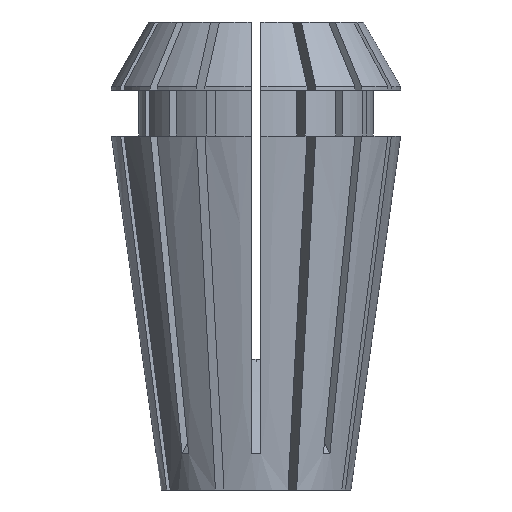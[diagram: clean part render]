
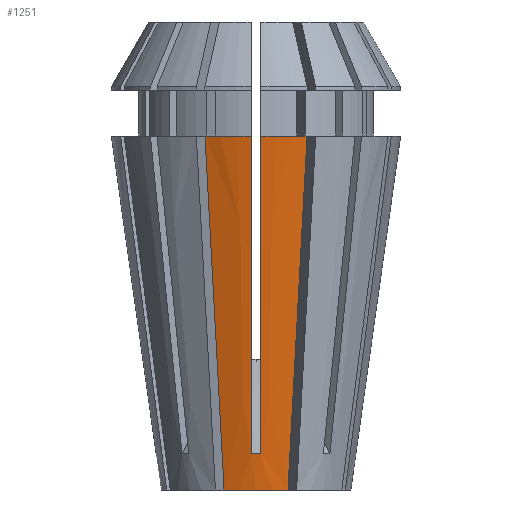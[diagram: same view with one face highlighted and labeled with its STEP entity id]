
A CAD part, left-side view. The second image highlights one B-rep face of the part: STEP entity #1251.
In plain terms, the highlighted conical face has half-angle 8 degrees and reference radius 5.577 mm.
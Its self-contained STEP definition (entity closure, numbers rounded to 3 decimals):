
#17 = EDGE_CURVE ( 'NONE', #686, #5349, #3176, .T. ) ;
#25 = DIRECTION ( 'NONE',  ( 0., 0., -1. ) ) ;
#47 = ORIENTED_EDGE ( 'NONE', *, *, #5103, .F. ) ;
#92 = EDGE_CURVE ( 'NONE', #3234, #5349, #3288, .T. ) ;
#363 = DIRECTION ( 'NONE',  ( -1., 0., 0. ) ) ;
#383 = CARTESIAN_POINT ( 'NONE',  ( -6.745, 0.275, 8.348 ) ) ;
#433 = CARTESIAN_POINT ( 'NONE',  ( -5.879, -0.092, 2.136 ) ) ;
#459 = CARTESIAN_POINT ( 'NONE',  ( -5.872, 0.275, 2.145 ) ) ;
#468 = AXIS2_PLACEMENT_3D ( 'NONE', #4230, #5047, #363 ) ;
#508 = CARTESIAN_POINT ( 'NONE',  ( -6.745, -0.275, 8.348 ) ) ;
#681 = ORIENTED_EDGE ( 'NONE', *, *, #4293, .T. ) ;
#686 = VERTEX_POINT ( 'NONE', #1237 ) ;
#703 = CARTESIAN_POINT ( 'NONE',  ( -7.954, -2.997, 20.8 ) ) ;
#815 = EDGE_CURVE ( 'NONE', #2766, #831, #4486, .T. ) ;
#822 = FACE_OUTER_BOUND ( 'NONE', #1533, .T. ) ;
#831 = VERTEX_POINT ( 'NONE', #5157 ) ;
#892 = DIRECTION ( 'NONE',  ( -1., 0., 0. ) ) ;
#923 = CARTESIAN_POINT ( 'NONE',  ( -8.496, -0.275, 20.8 ) ) ;
#1007 = ORIENTED_EDGE ( 'NONE', *, *, #815, .F. ) ;
#1237 = CARTESIAN_POINT ( 'NONE',  ( -5.872, 0.275, 2.145 ) ) ;
#1251 = ADVANCED_FACE ( 'NONE', ( #822 ), #2767, .T. ) ;
#1274 = CARTESIAN_POINT ( 'NONE',  ( -8.496, 0.275, 20.8 ) ) ;
#1348 = ORIENTED_EDGE ( 'NONE', *, *, #17, .F. ) ;
#1464 = CARTESIAN_POINT ( 'NONE',  ( -5.872, -0.275, 2.145 ) ) ;
#1493 = DIRECTION ( 'NONE',  ( 1., 0., 0. ) ) ;
#1525 = CARTESIAN_POINT ( 'NONE',  ( -6.034, 2.202, 6.022 ) ) ;
#1533 = EDGE_LOOP ( 'NONE', ( #4526, #681, #1007, #1835, #5356, #4579, #1348, #47 ) ) ;
#1618 = CARTESIAN_POINT ( 'NONE',  ( -7.314, -2.732, 15.874 ) ) ;
#1835 = ORIENTED_EDGE ( 'NONE', *, *, #2174, .F. ) ;
#1860 = CIRCLE ( 'NONE', #2447, 8.5 ) ;
#1966 = CARTESIAN_POINT ( 'NONE',  ( -7.954, 2.997, 20.8 ) ) ;
#2152 = CARTESIAN_POINT ( 'NONE',  ( -7.181, 0.275, 11.449 ) ) ;
#2160 = CARTESIAN_POINT ( 'NONE',  ( -5.872, 0.275, 2.145 ) ) ;
#2174 = EDGE_CURVE ( 'NONE', #3128, #2766, #2347, .T. ) ;
#2288 = CARTESIAN_POINT ( 'NONE',  ( 0., 0., 20.8 ) ) ;
#2297 = CARTESIAN_POINT ( 'NONE',  ( -8.496, 0.275, 20.8 ) ) ;
#2347 = B_SPLINE_CURVE_WITH_KNOTS ( 'NONE', 3,
 ( #703, #1618, #2922, #4704, #4685, #3348, #4663 ),
 .UNSPECIFIED., .F., .F.,
 ( 4, 3, 4 ),
 ( 0., 0.015, 0.021 ),
 .UNSPECIFIED. ) ;
#2447 = AXIS2_PLACEMENT_3D ( 'NONE', #2288, #3071, #5305 ) ;
#2492 = CARTESIAN_POINT ( 'NONE',  ( -5.252, -1.878, 0. ) ) ;
#2554 = CARTESIAN_POINT ( 'NONE',  ( -7.954, -2.997, 20.8 ) ) ;
#2653 = CARTESIAN_POINT ( 'NONE',  ( -6.308, -0.275, 5.246 ) ) ;
#2659 = VERTEX_POINT ( 'NONE', #1966 ) ;
#2688 = AXIS2_PLACEMENT_3D ( 'NONE', #3471, #25, #892 ) ;
#2753 = CARTESIAN_POINT ( 'NONE',  ( -6.674, 2.467, 10.948 ) ) ;
#2758 = AXIS2_PLACEMENT_3D ( 'NONE', #4107, #3269, #1493 ) ;
#2766 = VERTEX_POINT ( 'NONE', #2492 ) ;
#2767 = CONICAL_SURFACE ( 'NONE', #2758, 5.577, 0.14 ) ;
#2922 = CARTESIAN_POINT ( 'NONE',  ( -6.674, -2.467, 10.948 ) ) ;
#3057 = CARTESIAN_POINT ( 'NONE',  ( -5.879, 0.092, 2.136 ) ) ;
#3071 = DIRECTION ( 'NONE',  ( 0., 0., -1. ) ) ;
#3128 = VERTEX_POINT ( 'NONE', #2554 ) ;
#3176 = B_SPLINE_CURVE_WITH_KNOTS ( 'NONE', 3,
 ( #2160, #3057, #433, #5178 ),
 .UNSPECIFIED., .F., .F.,
 ( 4, 4 ),
 ( 0., 0.001 ),
 .UNSPECIFIED. ) ;
#3216 = CARTESIAN_POINT ( 'NONE',  ( -7.314, 2.732, 15.874 ) ) ;
#3234 = VERTEX_POINT ( 'NONE', #4679 ) ;
#3269 = DIRECTION ( 'NONE',  ( 0., 0., 1. ) ) ;
#3288 = B_SPLINE_CURVE_WITH_KNOTS ( 'NONE', 3,
 ( #923, #4405, #4862, #3595, #508, #2653, #4016 ),
 .UNSPECIFIED., .F., .F.,
 ( 4, 3, 4 ),
 ( 0.035, 0.044, 0.054 ),
 .UNSPECIFIED. ) ;
#3348 = CARTESIAN_POINT ( 'NONE',  ( -5.512, -1.986, 2.007 ) ) ;
#3471 = CARTESIAN_POINT ( 'NONE',  ( 0., 0., 0. ) ) ;
#3493 = VERTEX_POINT ( 'NONE', #2297 ) ;
#3595 = CARTESIAN_POINT ( 'NONE',  ( -7.181, -0.275, 11.449 ) ) ;
#3890 = CARTESIAN_POINT ( 'NONE',  ( -8.058, 0.275, 17.683 ) ) ;
#4016 = CARTESIAN_POINT ( 'NONE',  ( -5.872, -0.275, 2.145 ) ) ;
#4107 = CARTESIAN_POINT ( 'NONE',  ( 0., 0., 0. ) ) ;
#4173 = EDGE_CURVE ( 'NONE', #3128, #3234, #1860, .T. ) ;
#4230 = CARTESIAN_POINT ( 'NONE',  ( 0., 0., 20.8 ) ) ;
#4293 = EDGE_CURVE ( 'NONE', #2659, #831, #4898, .T. ) ;
#4304 = CARTESIAN_POINT ( 'NONE',  ( -7.619, 0.275, 14.566 ) ) ;
#4405 = CARTESIAN_POINT ( 'NONE',  ( -8.058, -0.275, 17.683 ) ) ;
#4486 = CIRCLE ( 'NONE', #2688, 5.577 ) ;
#4526 = ORIENTED_EDGE ( 'NONE', *, *, #5503, .T. ) ;
#4555 = CARTESIAN_POINT ( 'NONE',  ( -5.252, 1.878, 0. ) ) ;
#4579 = ORIENTED_EDGE ( 'NONE', *, *, #92, .T. ) ;
#4663 = CARTESIAN_POINT ( 'NONE',  ( -5.252, -1.878, 0. ) ) ;
#4679 = CARTESIAN_POINT ( 'NONE',  ( -8.496, -0.275, 20.8 ) ) ;
#4685 = CARTESIAN_POINT ( 'NONE',  ( -5.773, -2.094, 4.015 ) ) ;
#4704 = CARTESIAN_POINT ( 'NONE',  ( -6.034, -2.202, 6.022 ) ) ;
#4862 = CARTESIAN_POINT ( 'NONE',  ( -7.619, -0.275, 14.566 ) ) ;
#4898 = B_SPLINE_CURVE_WITH_KNOTS ( 'NONE', 3,
 ( #4942, #3216, #2753, #1525, #5367, #4921, #4555 ),
 .UNSPECIFIED., .F., .F.,
 ( 4, 3, 4 ),
 ( 0., 0.015, 0.021 ),
 .UNSPECIFIED. ) ;
#4921 = CARTESIAN_POINT ( 'NONE',  ( -5.512, 1.986, 2.007 ) ) ;
#4942 = CARTESIAN_POINT ( 'NONE',  ( -7.954, 2.997, 20.8 ) ) ;
#5047 = DIRECTION ( 'NONE',  ( 0., 0., -1. ) ) ;
#5103 = EDGE_CURVE ( 'NONE', #3493, #686, #5583, .T. ) ;
#5157 = CARTESIAN_POINT ( 'NONE',  ( -5.252, 1.878, 0. ) ) ;
#5178 = CARTESIAN_POINT ( 'NONE',  ( -5.872, -0.275, 2.145 ) ) ;
#5193 = CARTESIAN_POINT ( 'NONE',  ( -6.308, 0.275, 5.246 ) ) ;
#5305 = DIRECTION ( 'NONE',  ( -1., 0., 0. ) ) ;
#5349 = VERTEX_POINT ( 'NONE', #1464 ) ;
#5356 = ORIENTED_EDGE ( 'NONE', *, *, #4173, .T. ) ;
#5367 = CARTESIAN_POINT ( 'NONE',  ( -5.773, 2.094, 4.015 ) ) ;
#5406 = CIRCLE ( 'NONE', #468, 8.5 ) ;
#5503 = EDGE_CURVE ( 'NONE', #3493, #2659, #5406, .T. ) ;
#5583 = B_SPLINE_CURVE_WITH_KNOTS ( 'NONE', 3,
 ( #1274, #3890, #4304, #2152, #383, #5193, #459 ),
 .UNSPECIFIED., .F., .F.,
 ( 4, 3, 4 ),
 ( 0.035, 0.044, 0.054 ),
 .UNSPECIFIED. ) ;
